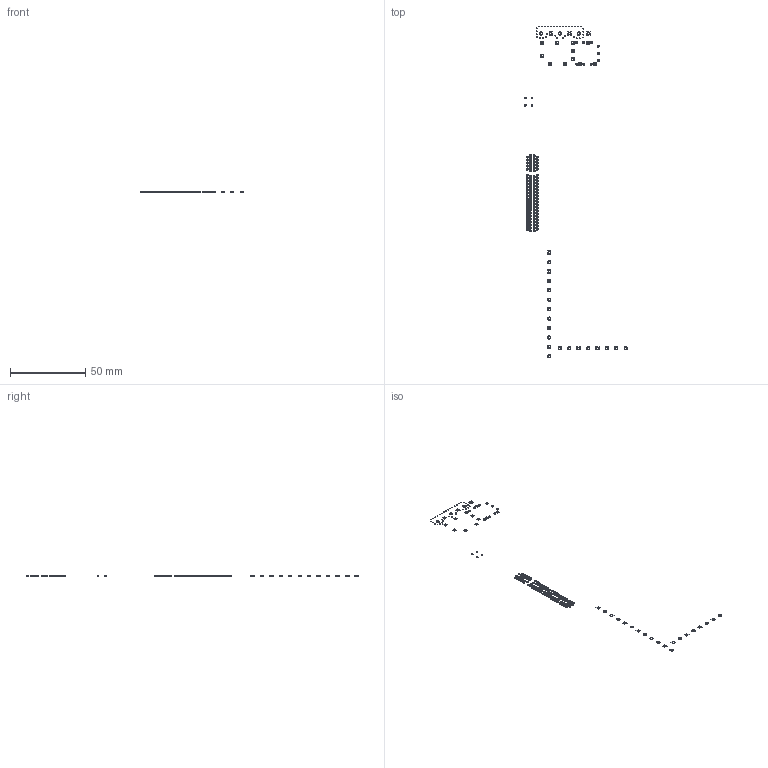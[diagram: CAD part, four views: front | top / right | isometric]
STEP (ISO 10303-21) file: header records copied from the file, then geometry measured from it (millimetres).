
FILE_DESCRIPTION(('STEP AP214'),'1');
FILE_NAME('pcb_BOTTOM.stp','2024-08-25T18:49:01',(' '),(' '),'Spatial InterOp 3D',' ',' ');
FILE_SCHEMA(('AUTOMOTIVE_DESIGN { 1 0 10303 214 1 1 1 1 }'));
Length unit declared in the file: millimetre
Products named in the file (16): BOTTOM_Model_8(10); BOTTOM_Model_8_Inst; BOTTOM (182 bodies); BOTTOM_Model_7_Inst; BOTTOM_Model_6(13); BOTTOM_Model_6_Inst; BOTTOM_Model_5(34); BOTTOM_Model_5_Inst; BOTTOM_Model_4(4); BOTTOM_Model_4_Inst; BOTTOM_Model_3(98); BOTTOM_Model_3_Inst; BOTTOM_Model_2(9); BOTTOM_Model_2_Inst; BOTTOM_Model_1(13); BOTTOM_Model_1_Inst
Assembly tree (189 placements, depth 3):
  BOTTOM (182 bodies)
    BOTTOM_Model_8(10)
      BOTTOM_Model_8_Inst  x10
    BOTTOM_Model_7_Inst
    BOTTOM_Model_6(13)
      BOTTOM_Model_6_Inst  x13
    BOTTOM_Model_5(34)
      BOTTOM_Model_5_Inst  x34
    BOTTOM_Model_4(4)
      BOTTOM_Model_4_Inst  x4
    BOTTOM_Model_3(98)
      BOTTOM_Model_3_Inst  x98
    BOTTOM_Model_2(9)
      BOTTOM_Model_2_Inst  x9
    BOTTOM_Model_1(13)
      BOTTOM_Model_1_Inst  x13
Bounding box: 68.34 x 220.56 x 0.02 mm (x, y, z)
Volume: 3.7 mm3; surface area: 430.6 mm2
Topology: 182 solids, 182 shells, 1140 faces, 2328 edges, 1552 vertices
Faces by surface type: cylinder 680, plane 460
Entity records: 3351 total; most frequent: DIRECTION 668, CARTESIAN_POINT 441, AXIS2_PLACEMENT_3D 303, ORIENTED_EDGE 228, PRODUCT_DEFINITION_SHAPE 205, CONTEXT_DEPENDENT_SHAPE_REPRESENTATION 189, ITEM_DEFINED_TRANSFORMATION 189, NEXT_ASSEMBLY_USAGE_OCCURRENCE 189
